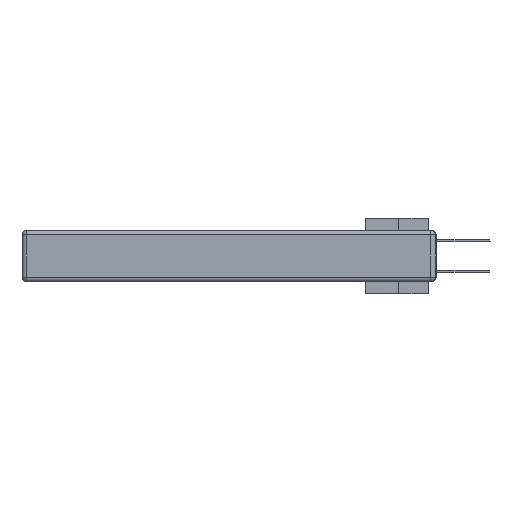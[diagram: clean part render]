
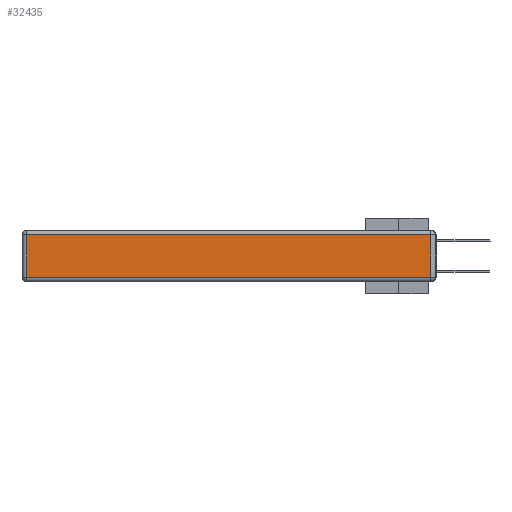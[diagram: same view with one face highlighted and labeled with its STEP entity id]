
A CAD part, left-side view. The second image highlights one B-rep face of the part: STEP entity #32435.
In plain terms, the highlighted planar face has unit normal (-1, 0, 0).
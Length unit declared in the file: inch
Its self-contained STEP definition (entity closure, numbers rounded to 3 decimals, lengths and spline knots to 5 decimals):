
#438 = DIRECTION ( 'NONE',  ( 0., 0., 1. ) ) ;
#2220 = CARTESIAN_POINT ( 'NONE',  ( 0., 0.03, -0.343 ) ) ;
#2766 = VERTEX_POINT ( 'NONE', #19376 ) ;
#4932 = DIRECTION ( 'NONE',  ( 0., 0., 1. ) ) ;
#5233 = ORIENTED_EDGE ( 'NONE', *, *, #8401, .T. ) ;
#5251 = VERTEX_POINT ( 'NONE', #37000 ) ;
#5751 = VERTEX_POINT ( 'NONE', #22516 ) ;
#8401 = EDGE_CURVE ( 'NONE', #5751, #18419, #10497, .T. ) ;
#9849 = LINE ( 'NONE', #21727, #14962 ) ;
#10292 = VECTOR ( 'NONE', #37475, 39.37008 ) ;
#10377 = CARTESIAN_POINT ( 'NONE',  ( 0., 2.75, -0.03 ) ) ;
#10497 = LINE ( 'NONE', #36814, #36039 ) ;
#10798 = EDGE_LOOP ( 'NONE', ( #5233, #15492, #12089, #30102 ) ) ;
#12089 = ORIENTED_EDGE ( 'NONE', *, *, #23940, .T. ) ;
#12485 = AXIS2_PLACEMENT_3D ( 'NONE', #16085, #24859, #4932 ) ;
#14962 = VECTOR ( 'NONE', #18052, 39.37008 ) ;
#15492 = ORIENTED_EDGE ( 'NONE', *, *, #30934, .T. ) ;
#15589 = DIRECTION ( 'NONE',  ( 0., -1., 0. ) ) ;
#16085 = CARTESIAN_POINT ( 'NONE',  ( 0., 0., -0.343 ) ) ;
#18052 = DIRECTION ( 'NONE',  ( 0., 0., -1. ) ) ;
#18419 = VERTEX_POINT ( 'NONE', #20924 ) ;
#19376 = CARTESIAN_POINT ( 'NONE',  ( 0., 0.03, -0.03 ) ) ;
#20924 = CARTESIAN_POINT ( 'NONE',  ( 0., 0.03, -0.313 ) ) ;
#21727 = CARTESIAN_POINT ( 'NONE',  ( 0., 2.72, -0.343 ) ) ;
#22516 = CARTESIAN_POINT ( 'NONE',  ( 0., 2.72, -0.313 ) ) ;
#23940 = EDGE_CURVE ( 'NONE', #2766, #5251, #25591, .T. ) ;
#24859 = DIRECTION ( 'NONE',  ( -1., 0., 0. ) ) ;
#25591 = LINE ( 'NONE', #10377, #10292 ) ;
#30102 = ORIENTED_EDGE ( 'NONE', *, *, #32321, .T. ) ;
#30934 = EDGE_CURVE ( 'NONE', #18419, #2766, #35233, .T. ) ;
#32321 = EDGE_CURVE ( 'NONE', #5251, #5751, #9849, .T. ) ;
#32435 = ADVANCED_FACE ( 'NONE', ( #34222 ), #36746, .T. ) ;
#33551 = VECTOR ( 'NONE', #438, 39.37008 ) ;
#34222 = FACE_OUTER_BOUND ( 'NONE', #10798, .T. ) ;
#35233 = LINE ( 'NONE', #2220, #33551 ) ;
#36039 = VECTOR ( 'NONE', #15589, 39.37008 ) ;
#36746 = PLANE ( 'NONE',  #12485 ) ;
#36814 = CARTESIAN_POINT ( 'NONE',  ( 0., 0., -0.313 ) ) ;
#37000 = CARTESIAN_POINT ( 'NONE',  ( 0., 2.72, -0.03 ) ) ;
#37475 = DIRECTION ( 'NONE',  ( 0., 1., 0. ) ) ;
